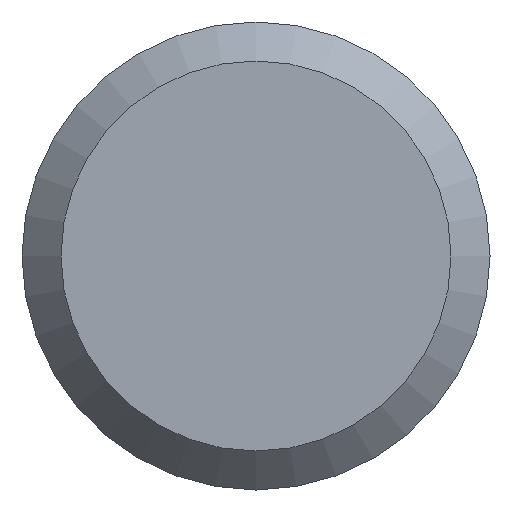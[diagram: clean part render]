
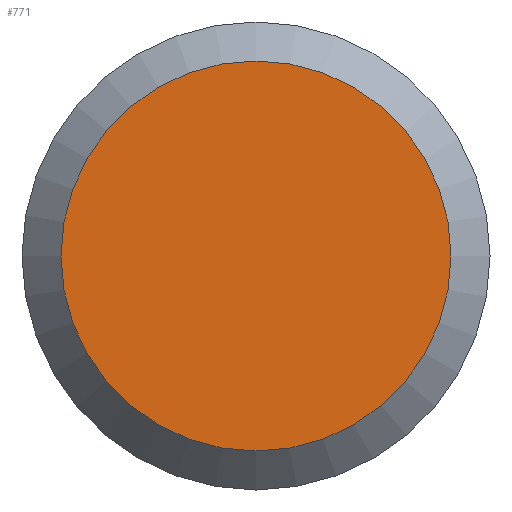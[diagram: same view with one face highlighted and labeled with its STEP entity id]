
A CAD part, front view. The second image highlights one B-rep face of the part: STEP entity #771.
In plain terms, the highlighted planar face has unit normal (0, -1, 0).
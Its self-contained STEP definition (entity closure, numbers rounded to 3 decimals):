
#115=PLANE('',#919);
#139=FACE_OUTER_BOUND('',#184,.T.);
#184=EDGE_LOOP('',(#559));
#361=CIRCLE('',#917,2.5);
#377=VERTEX_POINT('',#1137);
#448=EDGE_CURVE('',#377,#377,#361,.T.);
#559=ORIENTED_EDGE('',*,*,#448,.F.);
#771=ADVANCED_FACE('',(#139),#115,.F.);
#917=AXIS2_PLACEMENT_3D('',#1138,#972,#973);
#919=AXIS2_PLACEMENT_3D('',#1142,#977,#978);
#972=DIRECTION('center_axis',(0.,1.,0.));
#973=DIRECTION('ref_axis',(1.,0.,0.));
#977=DIRECTION('center_axis',(0.,1.,0.));
#978=DIRECTION('ref_axis',(0.,0.,1.));
#1137=CARTESIAN_POINT('',(-2.5,-10.,0.));
#1138=CARTESIAN_POINT('Origin',(0.,-10.,0.));
#1142=CARTESIAN_POINT('Origin',(0.,-10.,0.));
